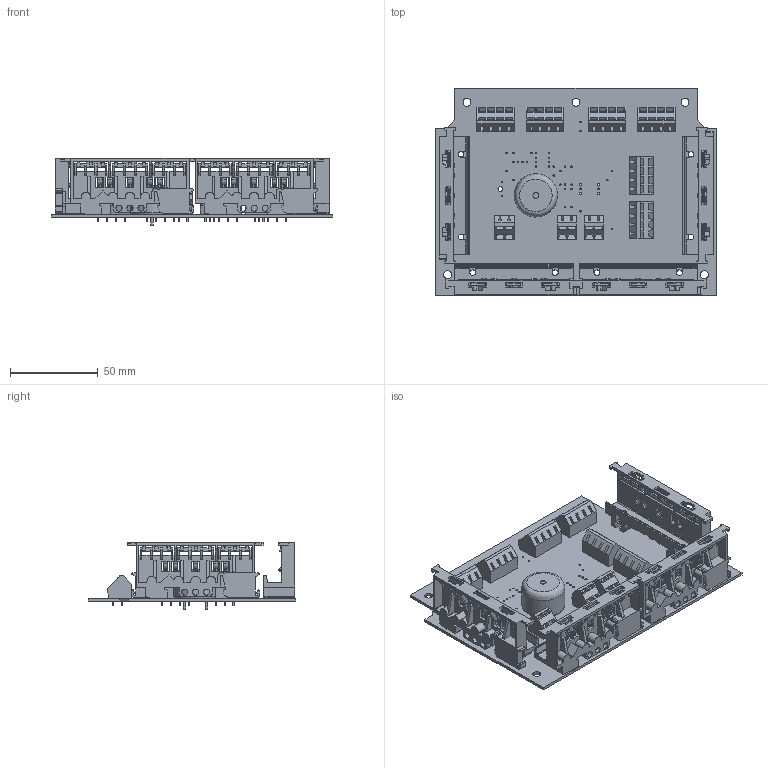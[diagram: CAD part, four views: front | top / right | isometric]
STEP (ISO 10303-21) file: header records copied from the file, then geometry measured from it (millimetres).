
FILE_DESCRIPTION(('KiCad electronic assembly'),'2;1');
FILE_NAME('circuit.step','2025-02-04T20:19:07',('Pcbnew'),('Kicad'), 'Open CASCADE STEP processor 7.5','KiCad to STEP converter','Unknown' );
FILE_SCHEMA(('AUTOMOTIVE_DESIGN { 1 0 10303 214 1 1 1 1 }'));
Length unit declared in the file: millimetre
Products named in the file (10): circuit 1; Wago_221-500_AdaptateurRailDIN; SOLID; Buzzer_15x7.5RM7.6; Wago_236-402_5.08mm; Wago_236-404_5.08mm; circuit PCB
Assembly tree (19 placements, depth 3):
  circuit 1
    Wago_221-500_AdaptateurRailDIN  x4
      SOLID
    Buzzer_15x7.5RM7.6
      SOLID
    Wago_236-402_5.08mm  x3
      SOLID
    Wago_236-404_5.08mm  x6
      SOLID
    circuit PCB
Bounding box: 160 x 118 x 38.45 mm (x, y, z)
Volume: 95918.7 mm3; surface area: 98420.1 mm2
Topology: 15 solids, 15 shells, 3354 faces, 9669 edges, 6410 vertices
Faces by surface type: bspline 3223, cylinder 119, plane 12
Full cylindrical faces by diameter (mm): 0.8 x37, 1.15 x68, 2.7 x1, 3.2 x8, 4.5 x5
Entity records: 60088 total; most frequent: CARTESIAN_POINT 22998, B_SPLINE_CURVE_WITH_KNOTS 5815, ORIENTED_EDGE 5256, PCURVE 5256, DEFINITIONAL_REPRESENTATION 5256, EDGE_CURVE 2628, SURFACE_CURVE 2498, VERTEX_POINT 1742
